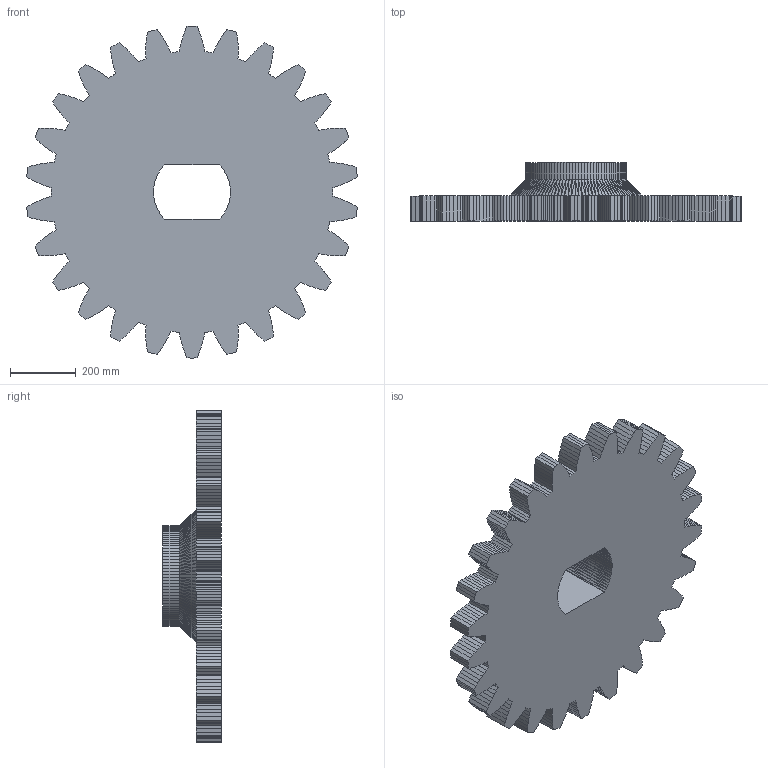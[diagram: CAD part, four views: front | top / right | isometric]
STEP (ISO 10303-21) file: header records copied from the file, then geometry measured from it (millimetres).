
FILE_DESCRIPTION(/* description */ (''),/* implementation_level */ '2;1');
FILE_NAME(/* name */ 'crown gear.stp',/* time_stamp */ '2023-06-21T18:36:24+05:00',/* author */ ('ahmed'),/* organization */ (''),/* preprocessor_version */ 'ST-DEVELOPER v17',/* originating_system */ 'Autodesk Inventor 2019',/* authorisation */ '');
FILE_SCHEMA (('AUTOMOTIVE_DESIGN { 1 0 10303 214 3 1 1 }'));
Products named in the file (1): crown gear
Bounding box: 1002.58 x 177.8 x 1006.66 mm (x, y, z)
Volume: 54920553.3 mm3; surface area: 1934041.9 mm2
Topology: 1 solids, 1 shells, 1029 faces, 2531 edges, 1505 vertices
Faces by surface type: bspline 1029
Entity records: 38829 total; most frequent: CARTESIAN_POINT 23032, ORIENTED_EDGE 5062, B_SPLINE_CURVE_WITH_KNOTS 2531, EDGE_CURVE 2531, VERTEX_POINT 1505, EDGE_LOOP 1032, FACE_OUTER_BOUND 1029, B_SPLINE_SURFACE_WITH_KNOTS 1029
